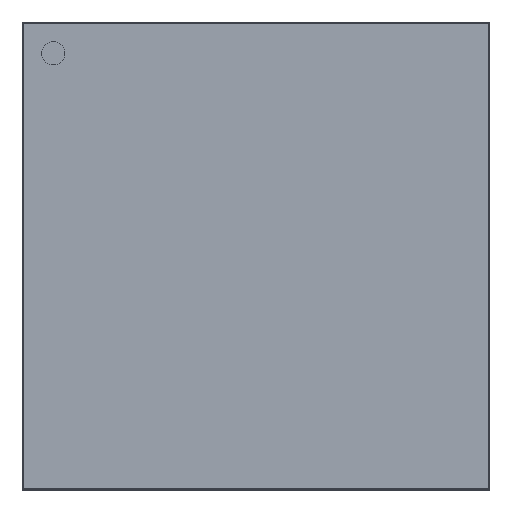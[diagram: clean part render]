
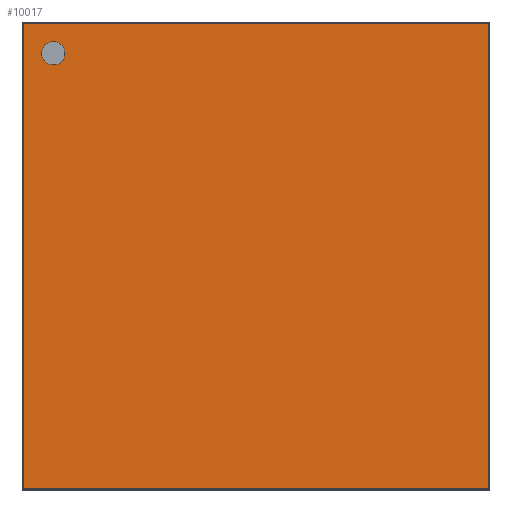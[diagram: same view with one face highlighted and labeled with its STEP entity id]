
A CAD part, top view. The second image highlights one B-rep face of the part: STEP entity #10017.
In plain terms, the highlighted planar face has unit normal (0, 0, 1).
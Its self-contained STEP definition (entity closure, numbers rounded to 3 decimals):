
#591=FACE_BOUND('',#2406,.T.);
#599=PLANE('',#11762);
#621=LINE('',#18205,#646);
#622=LINE('',#18207,#647);
#623=LINE('',#18209,#648);
#624=LINE('',#18210,#649);
#646=VECTOR('',#15264,1.);
#647=VECTOR('',#15265,1.);
#648=VECTOR('',#15266,1.);
#649=VECTOR('',#15267,1.);
#1239=FACE_OUTER_BOUND('',#2405,.T.);
#2405=EDGE_LOOP('',(#8251,#8252,#8253,#8254));
#2406=EDGE_LOOP('',(#8255));
#3563=CIRCLE('',#11753,0.4);
#4717=VERTEX_POINT('',#18162);
#4731=VERTEX_POINT('',#18203);
#4732=VERTEX_POINT('',#18204);
#4733=VERTEX_POINT('',#18206);
#4734=VERTEX_POINT('',#18208);
#5887=EDGE_CURVE('',#4717,#4717,#3563,.T.);
#5906=EDGE_CURVE('',#4731,#4732,#621,.T.);
#5907=EDGE_CURVE('',#4732,#4733,#622,.T.);
#5908=EDGE_CURVE('',#4733,#4734,#623,.T.);
#5909=EDGE_CURVE('',#4734,#4731,#624,.T.);
#8251=ORIENTED_EDGE('',*,*,#5906,.T.);
#8252=ORIENTED_EDGE('',*,*,#5907,.T.);
#8253=ORIENTED_EDGE('',*,*,#5908,.T.);
#8254=ORIENTED_EDGE('',*,*,#5909,.T.);
#8255=ORIENTED_EDGE('',*,*,#5887,.T.);
#10017=ADVANCED_FACE('',(#1239,#591),#599,.F.);
#11753=AXIS2_PLACEMENT_3D('',#18163,#15227,#15228);
#11762=AXIS2_PLACEMENT_3D('',#18202,#15262,#15263);
#15227=DIRECTION('center_axis',(0.,0.,-1.));
#15228=DIRECTION('ref_axis',(1.,0.,0.));
#15262=DIRECTION('center_axis',(0.,0.,-1.));
#15263=DIRECTION('ref_axis',(1.,0.,0.));
#15264=DIRECTION('',(0.,1.,0.));
#15265=DIRECTION('',(-1.,0.,0.));
#15266=DIRECTION('',(0.,-1.,0.));
#15267=DIRECTION('',(1.,0.,0.));
#18162=CARTESIAN_POINT('',(-7.333,6.933,1.1));
#18163=CARTESIAN_POINT('Origin',(-6.933,6.933,1.1));
#18202=CARTESIAN_POINT('Origin',(0.,0.,1.1));
#18203=CARTESIAN_POINT('',(7.95,-7.95,1.1));
#18204=CARTESIAN_POINT('',(7.95,7.95,1.1));
#18205=CARTESIAN_POINT('',(7.95,0.,1.1));
#18206=CARTESIAN_POINT('',(-7.95,7.95,1.1));
#18207=CARTESIAN_POINT('',(0.,7.95,1.1));
#18208=CARTESIAN_POINT('',(-7.95,-7.95,1.1));
#18209=CARTESIAN_POINT('',(-7.95,0.,1.1));
#18210=CARTESIAN_POINT('',(0.,-7.95,1.1));
